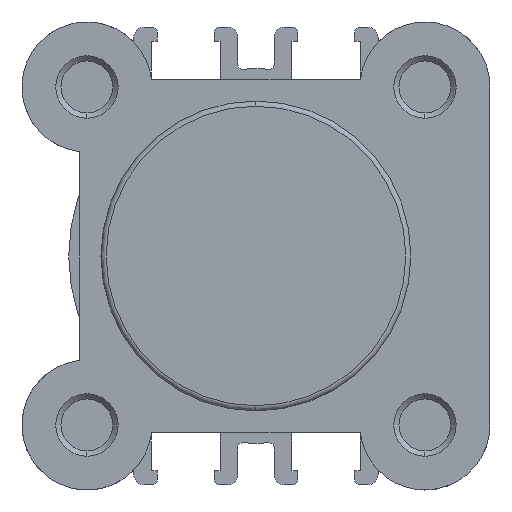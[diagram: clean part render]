
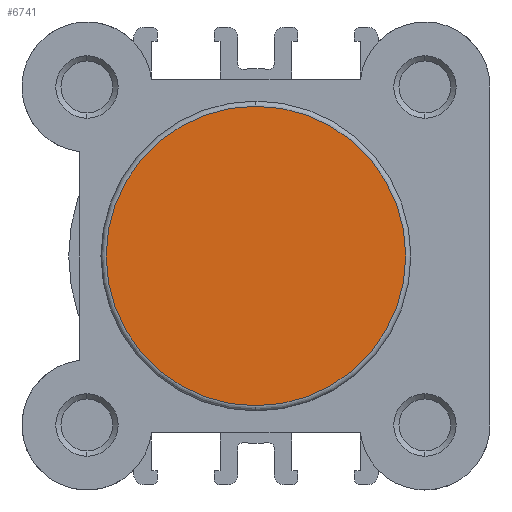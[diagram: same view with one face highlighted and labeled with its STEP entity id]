
A CAD part, left-side view. The second image highlights one B-rep face of the part: STEP entity #6741.
In plain terms, the highlighted planar face has unit normal (-1, 0, 0).
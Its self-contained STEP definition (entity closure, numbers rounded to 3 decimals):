
#134 = VERTEX_POINT ( 'NONE', #2788 ) ;
#145 = VERTEX_POINT ( 'NONE', #2799 ) ;
#293 = EDGE_CURVE ( 'NONE', #145, #134, #4478, .T. ) ;
#541 = EDGE_CURVE ( 'NONE', #134, #145, #4885, .T. ) ;
#804 = AXIS2_PLACEMENT_3D ( 'NONE', #6013, #6014, #6015 ) ;
#883 = AXIS2_PLACEMENT_3D ( 'NONE', #2062, #2069, #2070 ) ;
#1151 = AXIS2_PLACEMENT_3D ( 'NONE', #5117, #5128, #5129 ) ;
#2062 = CARTESIAN_POINT ( 'NONE',  ( 0., 0., 0. ) ) ;
#2069 = DIRECTION ( 'NONE',  ( -1., 0., 0. ) ) ;
#2070 = DIRECTION ( 'NONE',  ( 0., 0., 1. ) ) ;
#2788 = CARTESIAN_POINT ( 'NONE',  ( 0., 0., -14.4 ) ) ;
#2799 = CARTESIAN_POINT ( 'NONE',  ( 0., 0., 14.4 ) ) ;
#4478 = CIRCLE ( 'NONE', #804, 14.4 ) ;
#4885 = CIRCLE ( 'NONE', #883, 14.4 ) ;
#5117 = CARTESIAN_POINT ( 'NONE',  ( 0., -14.9, 0. ) ) ;
#5122 = PLANE ( 'NONE',  #1151 ) ;
#5128 = DIRECTION ( 'NONE',  ( -1., 0., 0. ) ) ;
#5129 = DIRECTION ( 'NONE',  ( 0., 0., 1. ) ) ;
#5767 = EDGE_LOOP ( 'NONE', ( #5851, #5850 ) ) ;
#5850 = ORIENTED_EDGE ( 'NONE', *, *, #541, .T. ) ;
#5851 = ORIENTED_EDGE ( 'NONE', *, *, #293, .T. ) ;
#6013 = CARTESIAN_POINT ( 'NONE',  ( 0., 0., 0. ) ) ;
#6014 = DIRECTION ( 'NONE',  ( -1., 0., 0. ) ) ;
#6015 = DIRECTION ( 'NONE',  ( 0., 0., 1. ) ) ;
#6741 = ADVANCED_FACE ( 'NONE', ( #7450 ), #5122, .T. ) ;
#7450 = FACE_OUTER_BOUND ( 'NONE', #5767, .T. ) ;
